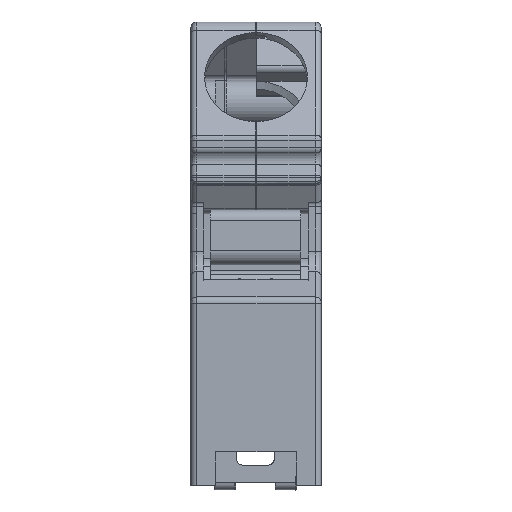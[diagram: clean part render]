
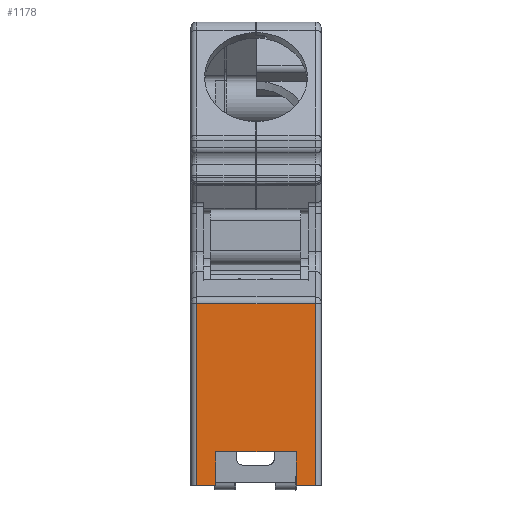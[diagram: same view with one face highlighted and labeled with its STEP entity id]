
A CAD part, front view. The second image highlights one B-rep face of the part: STEP entity #1178.
In plain terms, the highlighted planar face has unit normal (0, -1, 0).
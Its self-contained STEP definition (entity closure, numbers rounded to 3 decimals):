
#1079=CARTESIAN_POINT('',(10.8,-69.85,-15.893));
#1080=VERTEX_POINT('',#1079);
#1081=CARTESIAN_POINT('',(10.8,-69.85,-32.));
#1082=VERTEX_POINT('',#1081);
#1083=CARTESIAN_POINT('',(10.8,-69.85,-15.893));
#1084=DIRECTION('',(0.,0.,-1.));
#1085=VECTOR('',#1084,16.107);
#1086=LINE('',#1083,#1085);
#1087=EDGE_CURVE('',#1080,#1082,#1086,.T.);
#1116=CARTESIAN_POINT('',(5.75,-69.85,-23.946));
#1117=DIRECTION('',(0.,0.,-1.));
#1118=DIRECTION('',(0.,-1.,-0.));
#1119=AXIS2_PLACEMENT_3D('',#1116,#1118,#1117);
#1120=PLANE('',#1119);
#1121=CARTESIAN_POINT('',(9.1,-69.85,-32.));
#1122=VERTEX_POINT('',#1121);
#1123=CARTESIAN_POINT('',(9.1,-69.85,-32.));
#1124=DIRECTION('',(1.,0.,0.));
#1125=VECTOR('',#1124,1.7);
#1126=LINE('',#1123,#1125);
#1127=EDGE_CURVE('',#1122,#1082,#1126,.T.);
#1128=ORIENTED_EDGE('',*,*,#1127,.T.);
#1129=ORIENTED_EDGE('',*,*,#1087,.F.);
#1130=CARTESIAN_POINT('',(0.3,-69.85,-15.893));
#1131=VERTEX_POINT('',#1130);
#1132=CARTESIAN_POINT('',(0.3,-69.85,-15.893));
#1133=DIRECTION('',(1.,0.,0.));
#1134=VECTOR('',#1133,10.5);
#1135=LINE('',#1132,#1134);
#1136=EDGE_CURVE('',#1131,#1080,#1135,.T.);
#1137=ORIENTED_EDGE('',*,*,#1136,.F.);
#1138=CARTESIAN_POINT('',(0.3,-69.85,-32.));
#1139=VERTEX_POINT('',#1138);
#1140=CARTESIAN_POINT('',(0.3,-69.85,-32.));
#1141=DIRECTION('',(0.,0.,1.));
#1142=VECTOR('',#1141,16.107);
#1143=LINE('',#1140,#1142);
#1144=EDGE_CURVE('',#1139,#1131,#1143,.T.);
#1145=ORIENTED_EDGE('',*,*,#1144,.F.);
#1146=CARTESIAN_POINT('',(2.,-69.85,-32.));
#1147=VERTEX_POINT('',#1146);
#1148=CARTESIAN_POINT('',(2.,-69.85,-32.));
#1149=DIRECTION('',(-1.,0.,0.));
#1150=VECTOR('',#1149,1.7);
#1151=LINE('',#1148,#1150);
#1152=EDGE_CURVE('',#1147,#1139,#1151,.T.);
#1153=ORIENTED_EDGE('',*,*,#1152,.F.);
#1154=CARTESIAN_POINT('',(2.,-69.85,-29.));
#1155=VERTEX_POINT('',#1154);
#1156=CARTESIAN_POINT('',(2.,-69.85,-32.));
#1157=DIRECTION('',(0.,0.,1.));
#1158=VECTOR('',#1157,3.);
#1159=LINE('',#1156,#1158);
#1160=EDGE_CURVE('',#1147,#1155,#1159,.T.);
#1161=ORIENTED_EDGE('',*,*,#1160,.T.);
#1162=CARTESIAN_POINT('',(9.1,-69.85,-29.));
#1163=VERTEX_POINT('',#1162);
#1164=CARTESIAN_POINT('',(2.,-69.85,-29.));
#1165=DIRECTION('',(1.,0.,0.));
#1166=VECTOR('',#1165,7.1);
#1167=LINE('',#1164,#1166);
#1168=EDGE_CURVE('',#1155,#1163,#1167,.T.);
#1169=ORIENTED_EDGE('',*,*,#1168,.T.);
#1170=CARTESIAN_POINT('',(9.1,-69.85,-29.));
#1171=DIRECTION('',(0.,0.,-1.));
#1172=VECTOR('',#1171,3.);
#1173=LINE('',#1170,#1172);
#1174=EDGE_CURVE('',#1163,#1122,#1173,.T.);
#1175=ORIENTED_EDGE('',*,*,#1174,.T.);
#1176=EDGE_LOOP('',(#1128,#1129,#1137,#1145,#1153,#1161,#1169,#1175));
#1177=FACE_OUTER_BOUND('',#1176,.T.);
#1178=ADVANCED_FACE('',(#1177),#1120,.T.);
